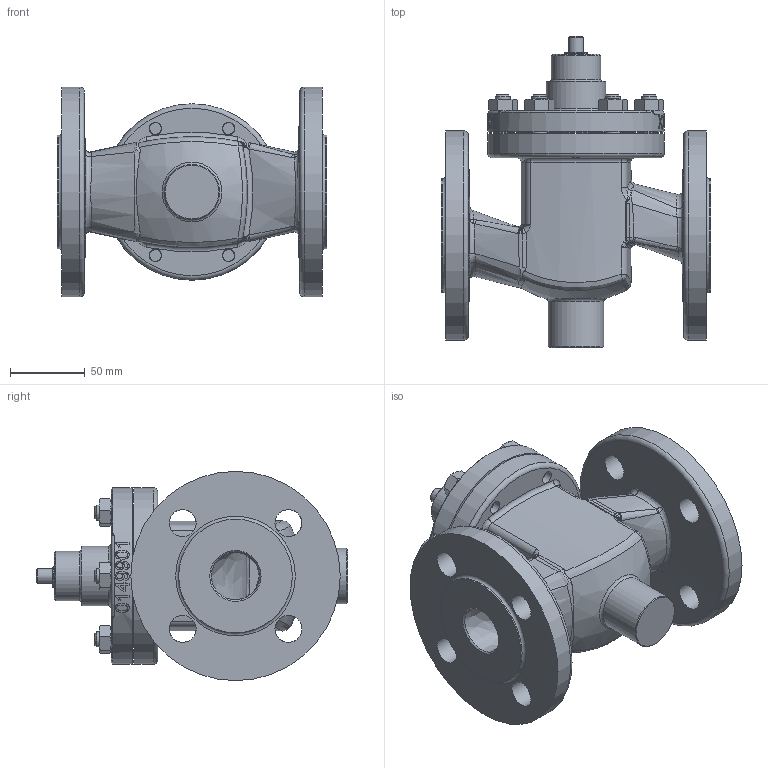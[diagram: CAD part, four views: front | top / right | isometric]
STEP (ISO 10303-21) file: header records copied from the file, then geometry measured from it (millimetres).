
FILE_DESCRIPTION (( 'STEP AP214' ), '1' );
FILE_NAME ('DN32M&G&H1FBN.STEP', '2016-06-23T11:02:11', ( 'GFR' ), ( '' ), 'SwSTEP 2.0', 'SolidWorks 2014', '' );
FILE_SCHEMA (( 'AUTOMOTIVE_DESIGN' ));
Length unit declared in the file: millimetre
Products named in the file (1): DN32M&G&H1FBN
Bounding box: 180 x 208.2 x 140 mm (x, y, z)
Surface area: 182495.9 mm2 (no closed solid volume)
Topology: 0 solids, 24 shells, 451 faces, 1308 edges, 863 vertices
Faces by surface type: bspline 150, plane 133, cylinder 74, cone 55, torus 36, sphere 3
Full cylindrical faces by diameter (mm): 8.5 x4, 10 x8, 11 x1, 18 x8, 18.8 x1, 19 x1, 33.1 x1, 37 x1, 40 x1, 76 x2, 118 x2, 140 x2
Entity records: 31090 total; most frequent: CARTESIAN_POINT 16344, ORIENTED_EDGE 2100, DIRECTION 1571, EDGE_CURVE 1208, VERTEX_POINT 837, AXIS2_PLACEMENT_3D 665, EDGE_LOOP 586, B_SPLINE_CURVE_WITH_KNOTS 516
